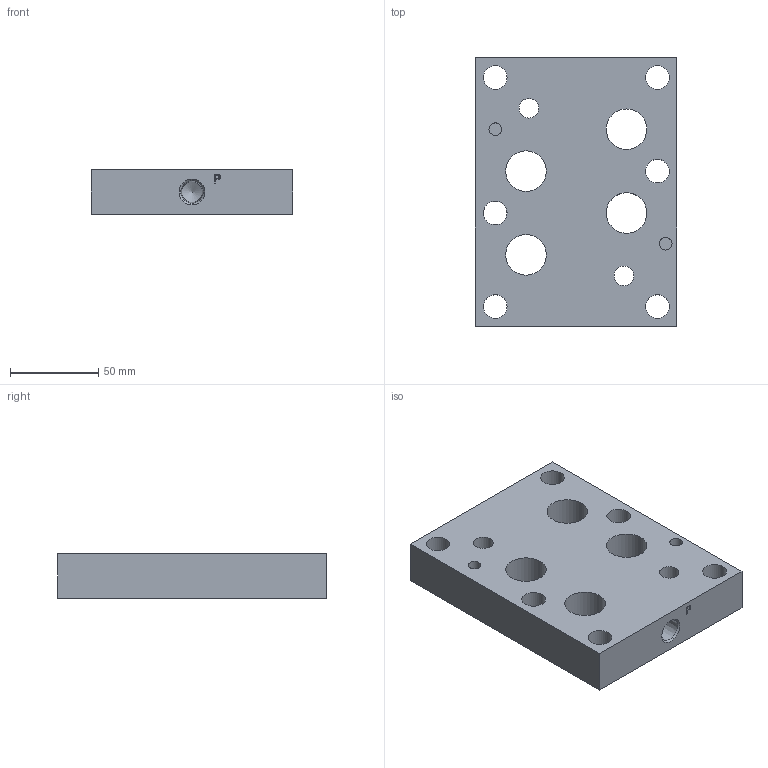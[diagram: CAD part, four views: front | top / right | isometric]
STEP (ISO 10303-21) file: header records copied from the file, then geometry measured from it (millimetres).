
FILE_DESCRIPTION( ( 'STEP AP214' ), ' ' );
FILE_NAME( 'AD08TPPT4P.stp', '2018-06-07T00:24:38', ( '' ), ( '' ), ' ', 'PARTsolutions', ' ' );
FILE_SCHEMA( ( 'AUTOMOTIVE_DESIGN { 1 0 10303 214 1 1 1 1 }' ) );
Length unit declared in the file: inch
Products named in the file (1): _AD08TPPT4P
Bounding box: 114.3 x 152.4 x 25.4 mm (x, y, z)
Volume: 360361.4 mm3; surface area: 61323.1 mm2
Topology: 1 solids, 1 shells, 173 faces, 446 edges, 296 vertices
Faces by surface type: plane 109, cylinder 58, cone 6
Full cylindrical faces by diameter (mm): 6.35 x2, 7.137 x2, 11.125 x2, 13.462 x6, 23.012 x4, 25.4 x2, 33.35 x4
Entity records: 6568 total; most frequent: CARTESIAN_POINT 886, DIRECTION 886, ORIENTED_EDGE 832, EDGE_CURVE 416, AXIS2_PLACEMENT_3D 296, VERTEX_POINT 296, LINE 294, VECTOR 294
